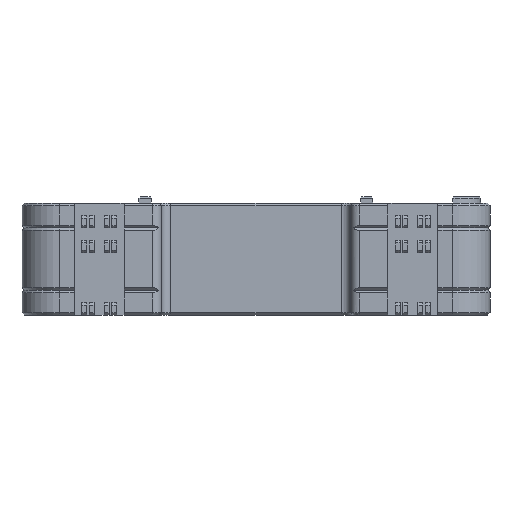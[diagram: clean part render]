
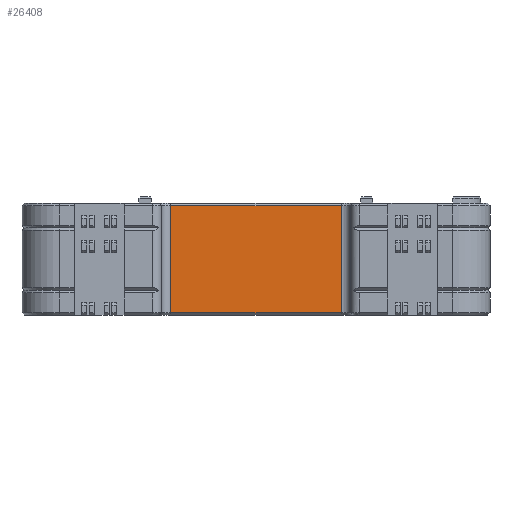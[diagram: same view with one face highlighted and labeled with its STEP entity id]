
A CAD part, left-side view. The second image highlights one B-rep face of the part: STEP entity #26408.
In plain terms, the highlighted planar face has unit normal (-1, 0, 0).
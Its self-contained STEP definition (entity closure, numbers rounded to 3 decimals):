
#1460=FACE_OUTER_BOUND('',#3029,.T.);
#3029=EDGE_LOOP('',(#18992,#18993,#18994,#18995));
#5263=LINE('',#39807,#8521);
#5271=LINE('',#39835,#8529);
#5272=LINE('',#39839,#8530);
#5273=LINE('',#39840,#8531);
#8521=VECTOR('',#31751,10.);
#8529=VECTOR('',#31785,10.);
#8530=VECTOR('',#31790,10.);
#8531=VECTOR('',#31791,10.);
#11712=VERTEX_POINT('',#39801);
#11713=VERTEX_POINT('',#39805);
#11720=VERTEX_POINT('',#39834);
#11721=VERTEX_POINT('',#39838);
#14446=EDGE_CURVE('',#11713,#11712,#5263,.T.);
#14461=EDGE_CURVE('',#11712,#11720,#5271,.T.);
#14463=EDGE_CURVE('',#11721,#11713,#5272,.T.);
#14464=EDGE_CURVE('',#11720,#11721,#5273,.T.);
#18992=ORIENTED_EDGE('',*,*,#14446,.F.);
#18993=ORIENTED_EDGE('',*,*,#14463,.F.);
#18994=ORIENTED_EDGE('',*,*,#14464,.F.);
#18995=ORIENTED_EDGE('',*,*,#14461,.F.);
#25160=PLANE('',#28177);
#26408=ADVANCED_FACE('',(#1460),#25160,.F.);
#28177=AXIS2_PLACEMENT_3D('',#39837,#31788,#31789);
#31751=DIRECTION('',(0.,-1.,0.));
#31785=DIRECTION('',(0.,0.,-1.));
#31788=DIRECTION('center_axis',(1.,0.,0.));
#31789=DIRECTION('ref_axis',(0.,0.,-1.));
#31790=DIRECTION('',(0.,0.,1.));
#31791=DIRECTION('',(0.,1.,0.));
#39801=CARTESIAN_POINT('',(-107.5,-13.25,41.2));
#39805=CARTESIAN_POINT('',(-107.5,55.25,41.2));
#39807=CARTESIAN_POINT('',(-107.5,21.,41.2));
#39834=CARTESIAN_POINT('',(-107.5,-13.25,-1.8));
#39835=CARTESIAN_POINT('',(-107.5,-13.25,30.95));
#39837=CARTESIAN_POINT('Origin',(-107.5,21.,19.7));
#39838=CARTESIAN_POINT('',(-107.5,55.25,-1.8));
#39839=CARTESIAN_POINT('',(-107.5,55.25,8.45));
#39840=CARTESIAN_POINT('',(-107.5,21.,-1.8));
